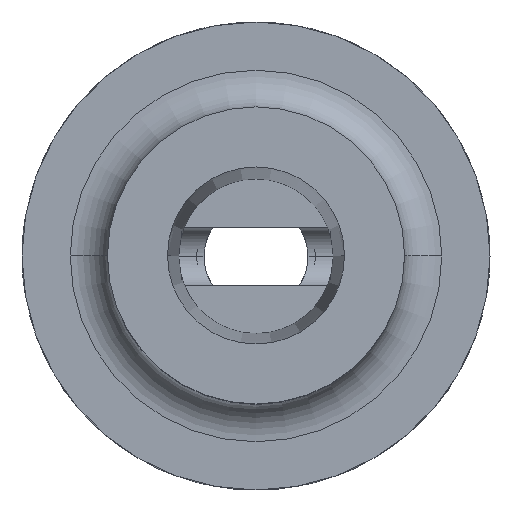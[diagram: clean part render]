
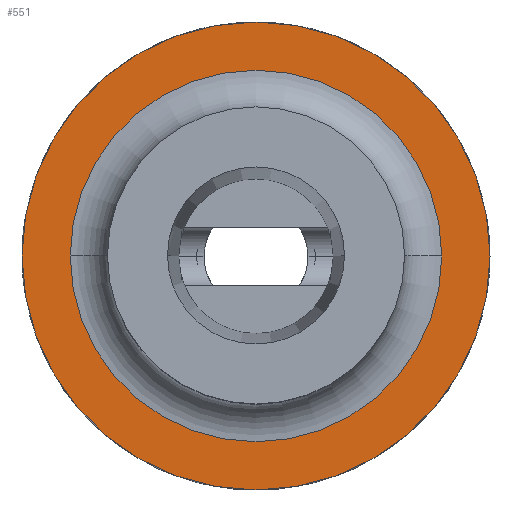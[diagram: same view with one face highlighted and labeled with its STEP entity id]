
A CAD part, top view. The second image highlights one B-rep face of the part: STEP entity #551.
In plain terms, the highlighted planar face has unit normal (0, 0, 1).
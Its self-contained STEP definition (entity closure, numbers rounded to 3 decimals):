
#134 = ORIENTED_EDGE ( 'NONE', *, *, #1705, .T. ) ;
#228 = EDGE_CURVE ( 'NONE', #2276, #537, #2266, .T. ) ;
#287 = FACE_BOUND ( 'NONE', #612, .T. ) ;
#388 = ORIENTED_EDGE ( 'NONE', *, *, #228, .F. ) ;
#409 = CARTESIAN_POINT ( 'NONE',  ( -31.5, 0., 27. ) ) ;
#412 = ORIENTED_EDGE ( 'NONE', *, *, #1721, .T. ) ;
#455 = FACE_OUTER_BOUND ( 'NONE', #1334, .T. ) ;
#520 = DIRECTION ( 'NONE',  ( 0., 0., -1. ) ) ;
#526 = VERTEX_POINT ( 'NONE', #1382 ) ;
#527 = AXIS2_PLACEMENT_3D ( 'NONE', #897, #520, #920 ) ;
#537 = VERTEX_POINT ( 'NONE', #1241 ) ;
#545 = DIRECTION ( 'NONE',  ( -1., 0., 0. ) ) ;
#551 = ADVANCED_FACE ( 'NONE', ( #287, #455 ), #556, .F. ) ;
#556 = PLANE ( 'NONE',  #1091 ) ;
#564 = DIRECTION ( 'NONE',  ( 0., 0., -1. ) ) ;
#612 = EDGE_LOOP ( 'NONE', ( #134, #412 ) ) ;
#740 = DIRECTION ( 'NONE',  ( 0., 0., -1. ) ) ;
#897 = CARTESIAN_POINT ( 'NONE',  ( 0., 0., 27. ) ) ;
#920 = DIRECTION ( 'NONE',  ( -1., 0., 0. ) ) ;
#1017 = CIRCLE ( 'NONE', #527, 31.5 ) ;
#1039 = EDGE_CURVE ( 'NONE', #537, #2276, #1017, .T. ) ;
#1083 = CARTESIAN_POINT ( 'NONE',  ( 0., 0., 27. ) ) ;
#1091 = AXIS2_PLACEMENT_3D ( 'NONE', #1810, #740, #1412 ) ;
#1179 = AXIS2_PLACEMENT_3D ( 'NONE', #1640, #564, #1788 ) ;
#1203 = CIRCLE ( 'NONE', #1990, 25. ) ;
#1241 = CARTESIAN_POINT ( 'NONE',  ( 31.5, 0., 27. ) ) ;
#1279 = ORIENTED_EDGE ( 'NONE', *, *, #1039, .F. ) ;
#1334 = EDGE_LOOP ( 'NONE', ( #388, #1279 ) ) ;
#1382 = CARTESIAN_POINT ( 'NONE',  ( 25., 0., 27. ) ) ;
#1412 = DIRECTION ( 'NONE',  ( -1., 0., 0. ) ) ;
#1443 = VERTEX_POINT ( 'NONE', #1644 ) ;
#1448 = CARTESIAN_POINT ( 'NONE',  ( 0., 0., 27. ) ) ;
#1540 = AXIS2_PLACEMENT_3D ( 'NONE', #1448, #1801, #545 ) ;
#1640 = CARTESIAN_POINT ( 'NONE',  ( 0., 0., 27. ) ) ;
#1644 = CARTESIAN_POINT ( 'NONE',  ( -25., 0., 27. ) ) ;
#1705 = EDGE_CURVE ( 'NONE', #1443, #526, #1203, .T. ) ;
#1721 = EDGE_CURVE ( 'NONE', #526, #1443, #2096, .T. ) ;
#1788 = DIRECTION ( 'NONE',  ( -1., 0., 0. ) ) ;
#1801 = DIRECTION ( 'NONE',  ( 0., 0., -1. ) ) ;
#1810 = CARTESIAN_POINT ( 'NONE',  ( 0., 0., 27. ) ) ;
#1988 = DIRECTION ( 'NONE',  ( 0., 0., -1. ) ) ;
#1990 = AXIS2_PLACEMENT_3D ( 'NONE', #1083, #1988, #2163 ) ;
#2096 = CIRCLE ( 'NONE', #1540, 25. ) ;
#2163 = DIRECTION ( 'NONE',  ( -1., 0., 0. ) ) ;
#2266 = CIRCLE ( 'NONE', #1179, 31.5 ) ;
#2276 = VERTEX_POINT ( 'NONE', #409 ) ;
